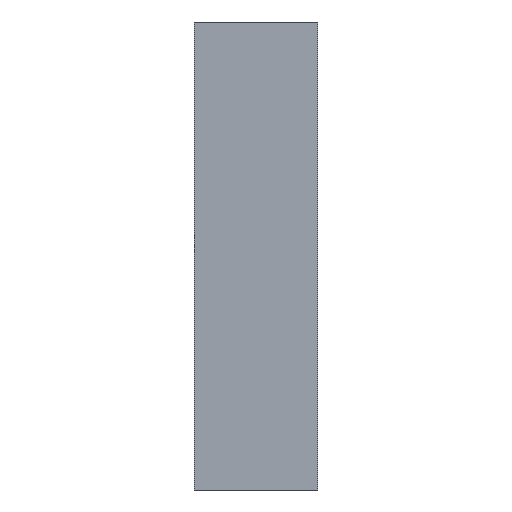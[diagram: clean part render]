
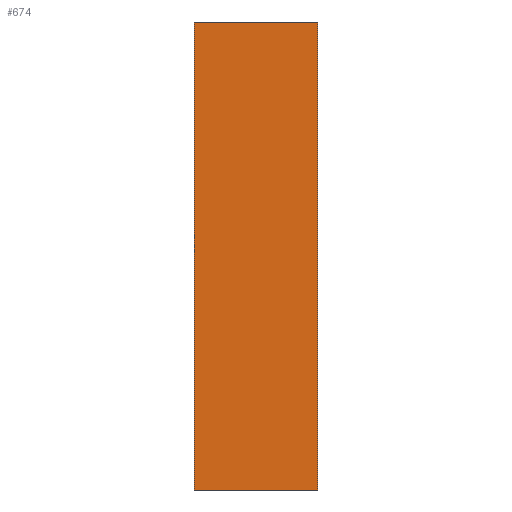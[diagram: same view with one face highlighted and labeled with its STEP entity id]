
A CAD part, front view. The second image highlights one B-rep face of the part: STEP entity #674.
In plain terms, the highlighted planar face has unit normal (0, -1, 0).
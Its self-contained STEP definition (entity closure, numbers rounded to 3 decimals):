
#34=DIRECTION('',(1.,0.,0.));
#35=VECTOR('',#34,9.);
#36=CARTESIAN_POINT('',(0.,0.,0.));
#37=LINE('',#36,#35);
#42=DIRECTION('',(0.,0.,-1.));
#43=VECTOR('',#42,34.2);
#44=CARTESIAN_POINT('',(9.,0.,0.));
#45=LINE('',#44,#43);
#49=DIRECTION('',(-1.,0.,0.));
#50=VECTOR('',#49,9.);
#51=CARTESIAN_POINT('',(9.,0.,-34.2));
#52=LINE('',#51,#50);
#56=DIRECTION('',(0.,0.,1.));
#57=VECTOR('',#56,34.2);
#58=CARTESIAN_POINT('',(0.,0.,-34.2));
#59=LINE('',#58,#57);
#563=CARTESIAN_POINT('',(0.,0.,0.));
#564=CARTESIAN_POINT('',(9.,0.,0.));
#565=VERTEX_POINT('',#563);
#566=VERTEX_POINT('',#564);
#567=CARTESIAN_POINT('',(9.,0.,-34.2));
#568=VERTEX_POINT('',#567);
#569=CARTESIAN_POINT('',(0.,0.,-34.2));
#570=VERTEX_POINT('',#569);
#659=CARTESIAN_POINT('',(0.,0.,0.));
#660=DIRECTION('',(0.,1.,0.));
#661=DIRECTION('',(1.,0.,0.));
#662=AXIS2_PLACEMENT_3D('',#659,#660,#661);
#663=PLANE('',#662);
#665=ORIENTED_EDGE('',*,*,#664,.T.);
#667=ORIENTED_EDGE('',*,*,#666,.T.);
#669=ORIENTED_EDGE('',*,*,#668,.T.);
#671=ORIENTED_EDGE('',*,*,#670,.T.);
#672=EDGE_LOOP('',(#665,#667,#669,#671));
#673=FACE_OUTER_BOUND('',#672,.F.);
#674=ADVANCED_FACE('',(#673),#663,.F.);
#664=EDGE_CURVE('',#565,#566,#37,.T.);
#666=EDGE_CURVE('',#566,#568,#45,.T.);
#668=EDGE_CURVE('',#568,#570,#52,.T.);
#670=EDGE_CURVE('',#570,#565,#59,.T.);
